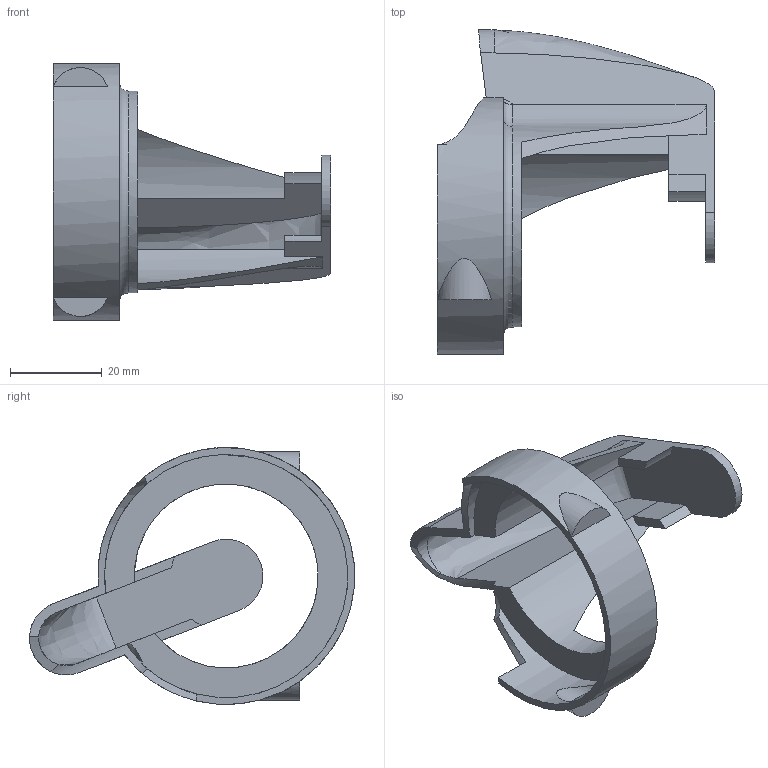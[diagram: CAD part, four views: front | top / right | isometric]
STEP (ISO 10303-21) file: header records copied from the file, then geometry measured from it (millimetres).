
FILE_DESCRIPTION(/* description */ ('STEP AP214'),/* implementation_level */ '2;1');
FILE_NAME(/* name */ '683c51374258294a187f3e13',/* time_stamp */ '2025-06-01T13:10:16Z',/* author */ (''),/* organization */ (''),/* preprocessor_version */ 'ST-DEVELOPER v20',/* originating_system */ 'ONSHAPE BY PTC INC, 1.198',/* authorisation */ ' ');
FILE_SCHEMA (('AUTOMOTIVE_DESIGN {1 0 10303 214 3 1 1}'));
Length unit declared in the file: metre
Products named in the file (1): Lower_Elbow_30b
Bounding box: 60.36 x 70.66 x 55.85 mm (x, y, z)
Volume: 12919.9 mm3; surface area: 14224.9 mm2
Topology: 1 solids, 1 shells, 48 faces, 133 edges, 87 vertices
Faces by surface type: plane 21, cylinder 14, bspline 10, torus 3
Entity records: 2757 total; most frequent: CARTESIAN_POINT 1610, ORIENTED_EDGE 266, DIRECTION 184, EDGE_CURVE 133, VERTEX_POINT 87, AXIS2_PLACEMENT_3D 68, B_SPLINE_CURVE_WITH_KNOTS 56, EDGE_LOOP 50
